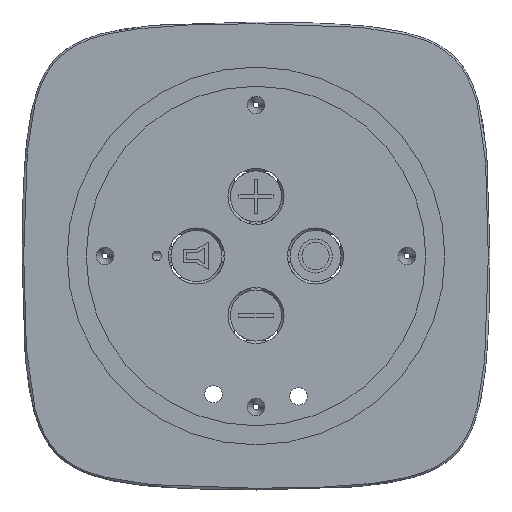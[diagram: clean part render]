
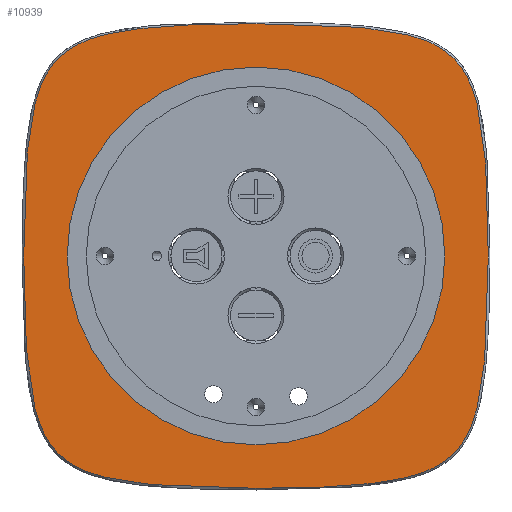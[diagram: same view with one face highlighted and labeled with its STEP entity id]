
A CAD part, top view. The second image highlights one B-rep face of the part: STEP entity #10939.
In plain terms, the highlighted planar face has unit normal (0, 0, 1).
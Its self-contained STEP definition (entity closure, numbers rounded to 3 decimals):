
#98=B_SPLINE_CURVE_WITH_KNOTS('',3,(#18001,#18002,#18003,#18004,#18005,
#18006,#18007,#18008,#18009,#18010,#18011),.UNSPECIFIED.,.F.,.F.,(4,1,1,
1,1,1,1,1,4),(0.,2.562,5.124,7.686,
10.248,11.529,12.81,15.372,17.934),
 .UNSPECIFIED.);
#100=B_SPLINE_CURVE_WITH_KNOTS('',3,(#18080,#18081,#18082,#18083,#18084,
#18085,#18086,#18087,#18088,#18089,#18090,#18091,#18092),.UNSPECIFIED.,
 .F.,.F.,(4,1,1,1,1,1,1,1,1,1,4),(0.,2.562,
5.124,6.725,7.686,10.248,11.529,
12.81,13.771,15.372,17.934),
 .UNSPECIFIED.);
#102=B_SPLINE_CURVE_WITH_KNOTS('',3,(#18151,#18152,#18153,#18154,#18155,
#18156,#18157,#18158,#18159,#18160,#18161),.UNSPECIFIED.,.F.,.F.,(4,1,1,
1,1,1,1,1,4),(0.,2.562,5.124,7.686,
10.248,11.529,12.81,15.372,17.934),
 .UNSPECIFIED.);
#104=B_SPLINE_CURVE_WITH_KNOTS('',3,(#18227,#18228,#18229,#18230,#18231,
#18232,#18233,#18234,#18235,#18236,#18237,#18238,#18239),.UNSPECIFIED.,
 .F.,.F.,(4,1,1,1,1,1,1,1,1,1,4),(0.,2.562,
5.124,6.725,7.686,10.248,11.529,
12.81,14.411,15.372,17.934),
 .UNSPECIFIED.);
#499=CIRCLE('',#11870,44.4);
#949=FACE_BOUND('',#1915,.T.);
#1295=FACE_OUTER_BOUND('',#1914,.T.);
#1914=EDGE_LOOP('',(#8764,#8765,#8766,#8767));
#1915=EDGE_LOOP('',(#8768));
#4952=VERTEX_POINT('',#17984);
#4955=VERTEX_POINT('',#17999);
#4956=VERTEX_POINT('',#18064);
#4958=VERTEX_POINT('',#18137);
#4963=VERTEX_POINT('',#18319);
#6336=EDGE_CURVE('',#4955,#4952,#98,.T.);
#6339=EDGE_CURVE('',#4952,#4956,#100,.T.);
#6342=EDGE_CURVE('',#4956,#4958,#102,.T.);
#6344=EDGE_CURVE('',#4958,#4955,#104,.T.);
#6350=EDGE_CURVE('',#4963,#4963,#499,.T.);
#8764=ORIENTED_EDGE('',*,*,#6336,.F.);
#8765=ORIENTED_EDGE('',*,*,#6344,.F.);
#8766=ORIENTED_EDGE('',*,*,#6342,.F.);
#8767=ORIENTED_EDGE('',*,*,#6339,.F.);
#8768=ORIENTED_EDGE('',*,*,#6350,.T.);
#10468=PLANE('',#11869);
#10939=ADVANCED_FACE('',(#1295,#949),#10468,.T.);
#11869=AXIS2_PLACEMENT_3D('',#18318,#14173,#14174);
#11870=AXIS2_PLACEMENT_3D('',#18320,#14175,#14176);
#14173=DIRECTION('center_axis',(0.,0.,1.));
#14174=DIRECTION('ref_axis',(1.,0.,0.));
#14175=DIRECTION('center_axis',(0.,0.,-1.));
#14176=DIRECTION('ref_axis',(-1.,0.,0.));
#17984=CARTESIAN_POINT('',(54.6,0.,157.895));
#17999=CARTESIAN_POINT('',(0.,54.6,157.895));
#18001=CARTESIAN_POINT('Ctrl Pts',(0.,54.6,157.895));
#18002=CARTESIAN_POINT('Ctrl Pts',(8.534,54.6,157.895));
#18003=CARTESIAN_POINT('Ctrl Pts',(22.373,54.23,157.895));
#18004=CARTESIAN_POINT('Ctrl Pts',(35.576,52.452,157.895));
#18005=CARTESIAN_POINT('Ctrl Pts',(43.867,49.23,157.895));
#18006=CARTESIAN_POINT('Ctrl Pts',(48.255,44.926,157.895));
#18007=CARTESIAN_POINT('Ctrl Pts',(50.772,39.898,157.895));
#18008=CARTESIAN_POINT('Ctrl Pts',(52.707,33.605,157.895));
#18009=CARTESIAN_POINT('Ctrl Pts',(54.232,22.487,157.895));
#18010=CARTESIAN_POINT('Ctrl Pts',(54.6,8.575,157.895));
#18011=CARTESIAN_POINT('Ctrl Pts',(54.6,0.,157.895));
#18064=CARTESIAN_POINT('',(0.,-54.6,157.895));
#18080=CARTESIAN_POINT('Ctrl Pts',(54.6,0.,157.895));
#18081=CARTESIAN_POINT('Ctrl Pts',(54.6,-8.534,157.895));
#18082=CARTESIAN_POINT('Ctrl Pts',(54.232,-22.369,157.895));
#18083=CARTESIAN_POINT('Ctrl Pts',(52.671,-33.933,157.895));
#18084=CARTESIAN_POINT('Ctrl Pts',(50.709,-40.063,157.895));
#18085=CARTESIAN_POINT('Ctrl Pts',(48.152,-44.979,157.895));
#18086=CARTESIAN_POINT('Ctrl Pts',(44.928,-48.244,157.895));
#18087=CARTESIAN_POINT('Ctrl Pts',(39.897,-50.775,157.895));
#18088=CARTESIAN_POINT('Ctrl Pts',(35.568,-52.101,157.895));
#18089=CARTESIAN_POINT('Ctrl Pts',(29.721,-53.241,157.895));
#18090=CARTESIAN_POINT('Ctrl Pts',(19.87,-54.301,157.895));
#18091=CARTESIAN_POINT('Ctrl Pts',(8.575,-54.6,157.895));
#18092=CARTESIAN_POINT('Ctrl Pts',(0.,-54.6,157.895));
#18137=CARTESIAN_POINT('',(-54.6,0.,157.895));
#18151=CARTESIAN_POINT('Ctrl Pts',(0.,-54.6,157.895));
#18152=CARTESIAN_POINT('Ctrl Pts',(-8.534,-54.6,157.895));
#18153=CARTESIAN_POINT('Ctrl Pts',(-22.373,-54.23,
157.895));
#18154=CARTESIAN_POINT('Ctrl Pts',(-35.576,-52.452,
157.895));
#18155=CARTESIAN_POINT('Ctrl Pts',(-43.867,-49.23,
157.895));
#18156=CARTESIAN_POINT('Ctrl Pts',(-48.255,-44.926,
157.895));
#18157=CARTESIAN_POINT('Ctrl Pts',(-50.772,-39.898,
157.895));
#18158=CARTESIAN_POINT('Ctrl Pts',(-52.707,-33.605,
157.895));
#18159=CARTESIAN_POINT('Ctrl Pts',(-54.232,-22.487,
157.895));
#18160=CARTESIAN_POINT('Ctrl Pts',(-54.6,-8.575,157.895));
#18161=CARTESIAN_POINT('Ctrl Pts',(-54.6,0.,157.895));
#18227=CARTESIAN_POINT('Ctrl Pts',(-54.6,0.,157.895));
#18228=CARTESIAN_POINT('Ctrl Pts',(-54.6,8.534,157.895));
#18229=CARTESIAN_POINT('Ctrl Pts',(-54.232,22.369,157.895));
#18230=CARTESIAN_POINT('Ctrl Pts',(-52.671,33.933,157.895));
#18231=CARTESIAN_POINT('Ctrl Pts',(-50.709,40.063,157.895));
#18232=CARTESIAN_POINT('Ctrl Pts',(-48.152,44.979,157.895));
#18233=CARTESIAN_POINT('Ctrl Pts',(-44.928,48.244,157.895));
#18234=CARTESIAN_POINT('Ctrl Pts',(-39.897,50.775,157.895));
#18235=CARTESIAN_POINT('Ctrl Pts',(-34.781,52.343,157.895));
#18236=CARTESIAN_POINT('Ctrl Pts',(-28.608,53.393,157.895));
#18237=CARTESIAN_POINT('Ctrl Pts',(-18.132,54.347,157.895));
#18238=CARTESIAN_POINT('Ctrl Pts',(-8.575,54.6,157.895));
#18239=CARTESIAN_POINT('Ctrl Pts',(0.,54.6,157.895));
#18318=CARTESIAN_POINT('Origin',(0.,0.,157.895));
#18319=CARTESIAN_POINT('',(-44.4,0.,157.895));
#18320=CARTESIAN_POINT('Origin',(0.,0.,157.895));
